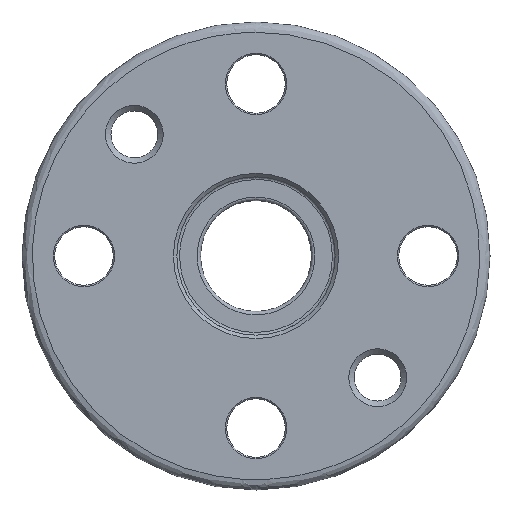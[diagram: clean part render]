
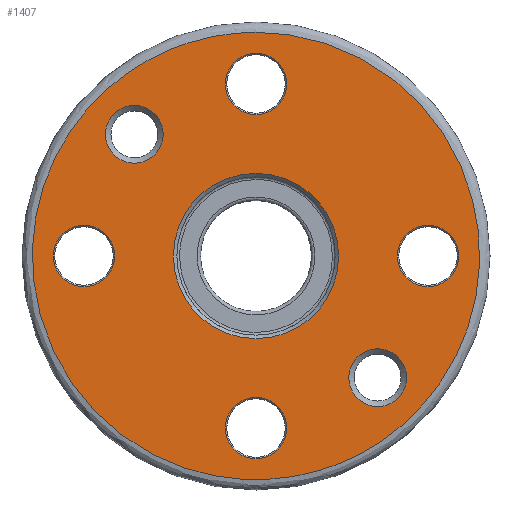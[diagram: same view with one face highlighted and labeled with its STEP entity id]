
A CAD part, front view. The second image highlights one B-rep face of the part: STEP entity #1407.
In plain terms, the highlighted planar face has unit normal (0, -1, 0).
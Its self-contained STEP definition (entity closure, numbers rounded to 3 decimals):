
#54 = EDGE_LOOP ( 'NONE', ( #566 ) ) ;
#55 = EDGE_CURVE ( 'NONE', #600, #600, #1531, .T. ) ;
#65 = FACE_BOUND ( 'NONE', #143, .T. ) ;
#74 = CARTESIAN_POINT ( 'NONE',  ( 0., 0., 20.55 ) ) ;
#83 = AXIS2_PLACEMENT_3D ( 'NONE', #1244, #750, #1374 ) ;
#101 = FACE_OUTER_BOUND ( 'NONE', #673, .T. ) ;
#143 = EDGE_LOOP ( 'NONE', ( #736 ) ) ;
#144 = ORIENTED_EDGE ( 'NONE', *, *, #55, .F. ) ;
#146 = AXIS2_PLACEMENT_3D ( 'NONE', #1251, #876, #624 ) ;
#198 = DIRECTION ( 'NONE',  ( 0., 0., -1. ) ) ;
#204 = DIRECTION ( 'NONE',  ( 0., -1., 0. ) ) ;
#245 = CARTESIAN_POINT ( 'NONE',  ( 12., 0., 0. ) ) ;
#255 = DIRECTION ( 'NONE',  ( 0., 1., 0. ) ) ;
#263 = CARTESIAN_POINT ( 'NONE',  ( 65., 0., -32.5 ) ) ;
#321 = DIRECTION ( 'NONE',  ( 0., -1., 0. ) ) ;
#332 = VERTEX_POINT ( 'NONE', #567 ) ;
#369 = DIRECTION ( 'NONE',  ( 0., 0., -1. ) ) ;
#382 = CARTESIAN_POINT ( 'NONE',  ( 0., 0., -32.5 ) ) ;
#385 = CARTESIAN_POINT ( 'NONE',  ( 25., 0., 0. ) ) ;
#448 = CIRCLE ( 'NONE', #1223, 4.45 ) ;
#498 = CARTESIAN_POINT ( 'NONE',  ( -65., 0., -32.5 ) ) ;
#507 = ORIENTED_EDGE ( 'NONE', *, *, #1007, .F. ) ;
#518 = VERTEX_POINT ( 'NONE', #690 ) ;
#546 = AXIS2_PLACEMENT_3D ( 'NONE', #245, #255, #1471 ) ;
#566 = ORIENTED_EDGE ( 'NONE', *, *, #653, .F. ) ;
#567 = CARTESIAN_POINT ( 'NONE',  ( 25., 0., -4.45 ) ) ;
#580 = CIRCLE ( 'NONE', #743, 4.45 ) ;
#588 = AXIS2_PLACEMENT_3D ( 'NONE', #715, #610, #369 ) ;
#600 = VERTEX_POINT ( 'NONE', #887 ) ;
#610 = DIRECTION ( 'NONE',  ( 0., -1., 0. ) ) ;
#617 = CARTESIAN_POINT ( 'NONE',  ( 65., 0., 32.5 ) ) ;
#624 = DIRECTION ( 'NONE',  ( 0., 0., -1. ) ) ;
#625 = EDGE_LOOP ( 'NONE', ( #1012 ) ) ;
#637 = FACE_BOUND ( 'NONE', #676, .T. ) ;
#651 = VERTEX_POINT ( 'NONE', #679 ) ;
#653 = EDGE_CURVE ( 'NONE', #1525, #1525, #448, .T. ) ;
#667 = FACE_BOUND ( 'NONE', #1379, .T. ) ;
#673 = EDGE_LOOP ( 'NONE', ( #1262 ) ) ;
#675 = CARTESIAN_POINT ( 'NONE',  ( 0., 0., 25. ) ) ;
#676 = EDGE_LOOP ( 'NONE', ( #144 ) ) ;
#679 = CARTESIAN_POINT ( 'NONE',  ( 17.678, 0., -21.878 ) ) ;
#686 = VERTEX_POINT ( 'NONE', #1309 ) ;
#690 = CARTESIAN_POINT ( 'NONE',  ( 0., 0., 32.5 ) ) ;
#713 = CIRCLE ( 'NONE', #915, 12. ) ;
#715 = CARTESIAN_POINT ( 'NONE',  ( -17.678, 0., 17.678 ) ) ;
#736 = ORIENTED_EDGE ( 'NONE', *, *, #1079, .F. ) ;
#742 = EDGE_CURVE ( 'NONE', #1114, #1114, #713, .T. ) ;
#743 = AXIS2_PLACEMENT_3D ( 'NONE', #385, #999, #881 ) ;
#750 = DIRECTION ( 'NONE',  ( 0., -1., 0. ) ) ;
#804 = DIRECTION ( 'NONE',  ( 0., -1., 0. ) ) ;
#812 = CARTESIAN_POINT ( 'NONE',  ( 0., 0., -25. ) ) ;
#876 = DIRECTION ( 'NONE',  ( 0., -1., 0. ) ) ;
#881 = DIRECTION ( 'NONE',  ( 0., 0., -1. ) ) ;
#887 = CARTESIAN_POINT ( 'NONE',  ( 0., 0., -29.45 ) ) ;
#915 = AXIS2_PLACEMENT_3D ( 'NONE', #1190, #204, #1561 ) ;
#921 = CIRCLE ( 'NONE', #588, 4.2 ) ;
#978 = PLANE ( 'NONE',  #546 ) ;
#999 = DIRECTION ( 'NONE',  ( 0., -1., 0. ) ) ;
#1003 = FACE_BOUND ( 'NONE', #54, .T. ) ;
#1007 = EDGE_CURVE ( 'NONE', #686, #686, #921, .T. ) ;
#1012 = ORIENTED_EDGE ( 'NONE', *, *, #1070, .F. ) ;
#1038 = FACE_BOUND ( 'NONE', #1091, .T. ) ;
#1059 = FACE_BOUND ( 'NONE', #625, .T. ) ;
#1070 = EDGE_CURVE ( 'NONE', #651, #651, #1232, .T. ) ;
#1079 = EDGE_CURVE ( 'NONE', #332, #332, #580, .T. ) ;
#1091 = EDGE_LOOP ( 'NONE', ( #507 ) ) ;
#1109 = CARTESIAN_POINT ( 'NONE',  ( 0., 0., 32.5 ) ) ;
#1113 = CARTESIAN_POINT ( 'NONE',  ( 0., 0., 32.5 ) ) ;
#1114 = VERTEX_POINT ( 'NONE', #1404 ) ;
#1166 = DIRECTION ( 'NONE',  ( 0., 0., -1. ) ) ;
#1190 = CARTESIAN_POINT ( 'NONE',  ( 0., 0., 0. ) ) ;
#1223 = AXIS2_PLACEMENT_3D ( 'NONE', #675, #321, #1166 ) ;
#1232 = CIRCLE ( 'NONE', #146, 4.2 ) ;
#1244 = CARTESIAN_POINT ( 'NONE',  ( -25., 0., 0. ) ) ;
#1251 = CARTESIAN_POINT ( 'NONE',  ( 17.678, 0., -17.678 ) ) ;
#1262 = ORIENTED_EDGE ( 'NONE', *, *, #1493, .F. ) ;
#1296 = CIRCLE ( 'NONE', #83, 4.45 ) ;
#1305 = CARTESIAN_POINT ( 'NONE',  ( -25., 0., -4.45 ) ) ;
#1309 = CARTESIAN_POINT ( 'NONE',  ( -17.678, 0., 13.478 ) ) ;
#1339 = FACE_BOUND ( 'NONE', #1345, .T. ) ;
#1345 = EDGE_LOOP ( 'NONE', ( #1513 ) ) ;
#1352 = AXIS2_PLACEMENT_3D ( 'NONE', #812, #804, #198 ) ;
#1364 = CARTESIAN_POINT ( 'NONE',  ( -65., 0., 32.5 ) ) ;
#1374 = DIRECTION ( 'NONE',  ( 0., 0., -1. ) ) ;
#1375 =( BOUNDED_CURVE ( )  B_SPLINE_CURVE ( 3, ( #1109, #617, #263, #382, #498, #1364, #1113 ),
 .UNSPECIFIED., .T., .T. ) 
 B_SPLINE_CURVE_WITH_KNOTS ( ( 4, 3, 4 ),
 ( 0., 0.5, 1. ),
 .UNSPECIFIED. ) 
 CURVE ( )  GEOMETRIC_REPRESENTATION_ITEM ( )  RATIONAL_B_SPLINE_CURVE ( ( 1., 0.333, 0.333, 1., 0.333, 0.333, 1. ) ) 
 REPRESENTATION_ITEM ( '' )  );
#1379 = EDGE_LOOP ( 'NONE', ( #1403 ) ) ;
#1393 = VERTEX_POINT ( 'NONE', #1305 ) ;
#1403 = ORIENTED_EDGE ( 'NONE', *, *, #1568, .F. ) ;
#1404 = CARTESIAN_POINT ( 'NONE',  ( 0., 0., -12. ) ) ;
#1407 = ADVANCED_FACE ( 'NONE', ( #1339, #101, #65, #1003, #667, #637, #1038, #1059 ), #978, .F. ) ;
#1471 = DIRECTION ( 'NONE',  ( 0., 0., 1. ) ) ;
#1493 = EDGE_CURVE ( 'NONE', #518, #518, #1375, .T. ) ;
#1513 = ORIENTED_EDGE ( 'NONE', *, *, #742, .F. ) ;
#1525 = VERTEX_POINT ( 'NONE', #74 ) ;
#1531 = CIRCLE ( 'NONE', #1352, 4.45 ) ;
#1561 = DIRECTION ( 'NONE',  ( 0., 0., -1. ) ) ;
#1568 = EDGE_CURVE ( 'NONE', #1393, #1393, #1296, .T. ) ;
